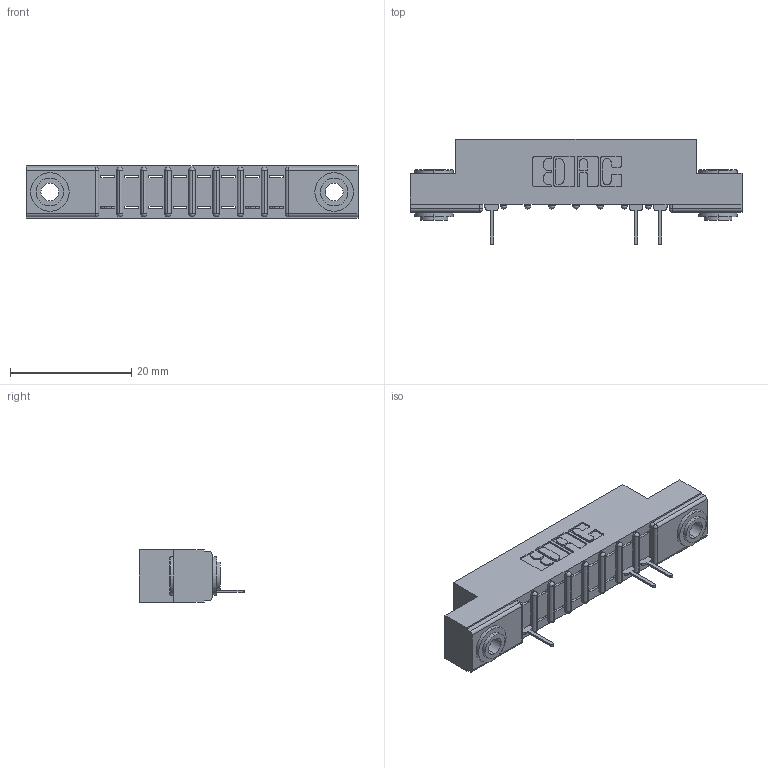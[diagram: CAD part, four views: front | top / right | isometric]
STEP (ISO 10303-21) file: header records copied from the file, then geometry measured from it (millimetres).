
FILE_DESCRIPTION (( 'STEP AP203' ), '1' );
FILE_NAME ('307-008-531-103.STEP', '2018-08-02T19:52:37', ( '' ), ( '' ), 'SwSTEP 2.0', 'SolidWorks 2016', '' );
FILE_SCHEMA (( 'CONFIG_CONTROL_DESIGN' ));
Length unit declared in the file: inch
Products named in the file (4): 307 Part_.156 Dia Mounting Holes; 307-290-001_531; 345-250-002_345-250-002-102; 307-008-531-103
Assembly tree (6 placements, depth 2):
  307-008-531-103
    307 Part_.156 Dia Mounting Holes
    307-290-001_531  x3
    345-250-002_345-250-002-102  x2
Bounding box: 54.71 x 17.42 x 8.71 mm (x, y, z)
Volume: 3412.4 mm3; surface area: 4546.2 mm2
Topology: 6 solids, 6 shells, 447 faces, 1241 edges, 794 vertices
Faces by surface type: plane 265, cylinder 156, sphere 18, cone 8
Entity records: 11923 total; most frequent: CARTESIAN_POINT 1996, ORIENTED_EDGE 1978, DIRECTION 1971, EDGE_CURVE 989, VECTOR 737, LINE 737, VERTEX_POINT 642, AXIS2_PLACEMENT_3D 617
